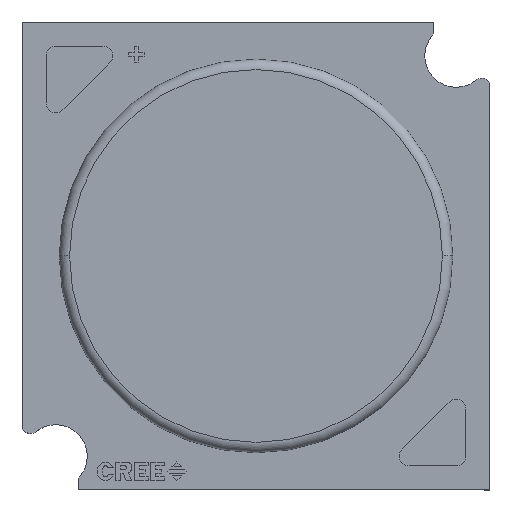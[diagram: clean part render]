
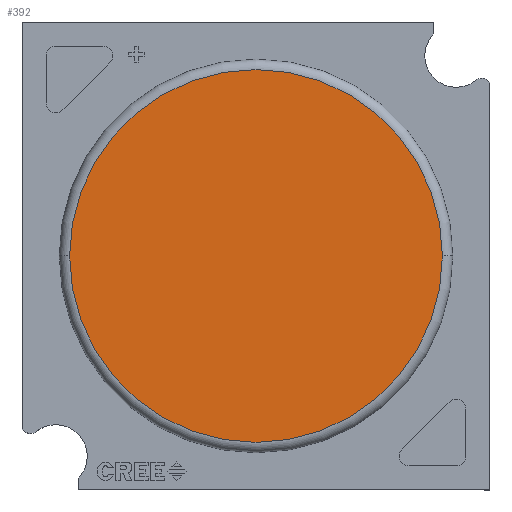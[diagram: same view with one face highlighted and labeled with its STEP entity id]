
A CAD part, top view. The second image highlights one B-rep face of the part: STEP entity #392.
In plain terms, the highlighted planar face has unit normal (0, 0, 1).
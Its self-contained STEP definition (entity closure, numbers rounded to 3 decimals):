
#37 = ORIENTED_EDGE ( 'NONE', *, *, #930, .F. ) ;
#80 = VERTEX_POINT ( 'NONE', #1314 ) ;
#392 = ADVANCED_FACE ( 'NONE', ( #1147 ), #1139, .F. ) ;
#420 = CARTESIAN_POINT ( 'NONE',  ( -9.5, 0., 0.6 ) ) ;
#435 = CARTESIAN_POINT ( 'NONE',  ( 0., -9.5, 0.6 ) ) ;
#669 = DIRECTION ( 'NONE',  ( -1., 0., 0. ) ) ;
#723 = DIRECTION ( 'NONE',  ( 0., 0., -1. ) ) ;
#753 = EDGE_CURVE ( 'NONE', #922, #80, #1477, .T. ) ;
#794 = DIRECTION ( 'NONE',  ( 0., 0., -1. ) ) ;
#864 = AXIS2_PLACEMENT_3D ( 'NONE', #1104, #723, #1333 ) ;
#895 = EDGE_LOOP ( 'NONE', ( #1233, #37 ) ) ;
#922 = VERTEX_POINT ( 'NONE', #420 ) ;
#930 = EDGE_CURVE ( 'NONE', #80, #922, #1140, .T. ) ;
#1022 = DIRECTION ( 'NONE',  ( -1., 0., 0. ) ) ;
#1104 = CARTESIAN_POINT ( 'NONE',  ( 0., 0., 0.6 ) ) ;
#1139 = PLANE ( 'NONE',  #1534 ) ;
#1140 = CIRCLE ( 'NONE', #1361, 9.5 ) ;
#1147 = FACE_OUTER_BOUND ( 'NONE', #895, .T. ) ;
#1233 = ORIENTED_EDGE ( 'NONE', *, *, #753, .F. ) ;
#1314 = CARTESIAN_POINT ( 'NONE',  ( 9.5, 0., 0.6 ) ) ;
#1333 = DIRECTION ( 'NONE',  ( -1., 0., 0. ) ) ;
#1361 = AXIS2_PLACEMENT_3D ( 'NONE', #1377, #1503, #1022 ) ;
#1377 = CARTESIAN_POINT ( 'NONE',  ( 0., 0., 0.6 ) ) ;
#1477 = CIRCLE ( 'NONE', #864, 9.5 ) ;
#1503 = DIRECTION ( 'NONE',  ( 0., 0., -1. ) ) ;
#1534 = AXIS2_PLACEMENT_3D ( 'NONE', #435, #794, #669 ) ;
